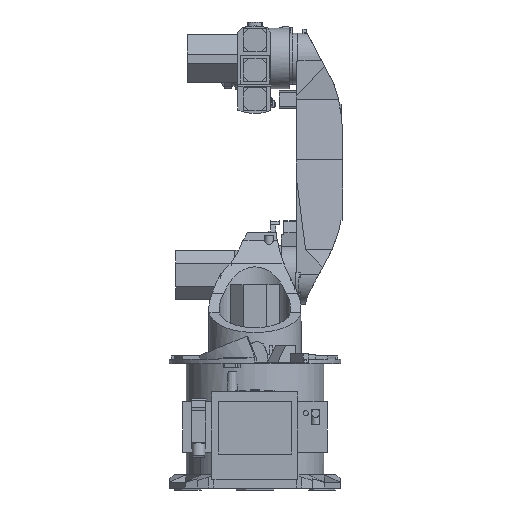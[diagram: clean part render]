
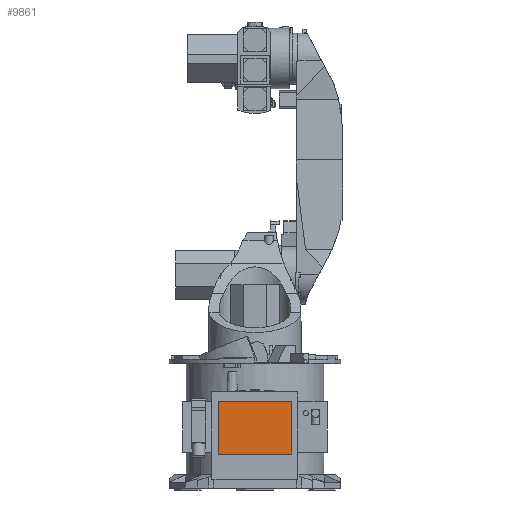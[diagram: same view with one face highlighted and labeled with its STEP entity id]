
A CAD part, left-side view. The second image highlights one B-rep face of the part: STEP entity #9861.
In plain terms, the highlighted planar face has unit normal (-1, 0, 0).
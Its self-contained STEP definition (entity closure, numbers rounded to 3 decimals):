
#9822=CARTESIAN_POINT('',(-297.9,0.134,195.524));
#9823=DIRECTION('',(-1.0,0.0,0.0));
#9824=DIRECTION('',(0.0,0.0,1.0));
#9825=AXIS2_PLACEMENT_3D('',#9822,#9823,#9824);
#9826=PLANE('',#9825);
#9827=CARTESIAN_POINT('',(-297.9,-114.866,113.024));
#9828=VERTEX_POINT('',#9827);
#9829=CARTESIAN_POINT('',(-297.9,115.134,113.024));
#9830=VERTEX_POINT('',#9829);
#9831=CARTESIAN_POINT('',(-297.9,-114.866,113.024));
#9832=DIRECTION('',(0.0,1.0,0.0));
#9833=VECTOR('',#9832,230.0);
#9834=LINE('',#9831,#9833);
#9835=EDGE_CURVE('',#9828,#9830,#9834,.T.);
#9836=ORIENTED_EDGE('',*,*,#9835,.F.);
#9837=CARTESIAN_POINT('',(-297.9,-114.866,278.024));
#9838=VERTEX_POINT('',#9837);
#9839=CARTESIAN_POINT('',(-297.9,-114.866,278.024));
#9840=DIRECTION('',(0.0,0.0,-1.0));
#9841=VECTOR('',#9840,165.);
#9842=LINE('',#9839,#9841);
#9843=EDGE_CURVE('',#9838,#9828,#9842,.T.);
#9844=ORIENTED_EDGE('',*,*,#9843,.F.);
#9845=CARTESIAN_POINT('',(-297.9,115.134,278.024));
#9846=VERTEX_POINT('',#9845);
#9847=CARTESIAN_POINT('',(-297.9,115.134,278.024));
#9848=DIRECTION('',(0.0,-1.0,0.0));
#9849=VECTOR('',#9848,230.0);
#9850=LINE('',#9847,#9849);
#9851=EDGE_CURVE('',#9846,#9838,#9850,.T.);
#9852=ORIENTED_EDGE('',*,*,#9851,.F.);
#9853=CARTESIAN_POINT('',(-297.9,115.134,113.024));
#9854=DIRECTION('',(0.0,0.0,1.0));
#9855=VECTOR('',#9854,165.);
#9856=LINE('',#9853,#9855);
#9857=EDGE_CURVE('',#9830,#9846,#9856,.T.);
#9858=ORIENTED_EDGE('',*,*,#9857,.F.);
#9859=EDGE_LOOP('',(#9836,#9844,#9852,#9858));
#9860=FACE_OUTER_BOUND('',#9859,.T.);
#9861=ADVANCED_FACE('',(#9860),#9826,.T.);
